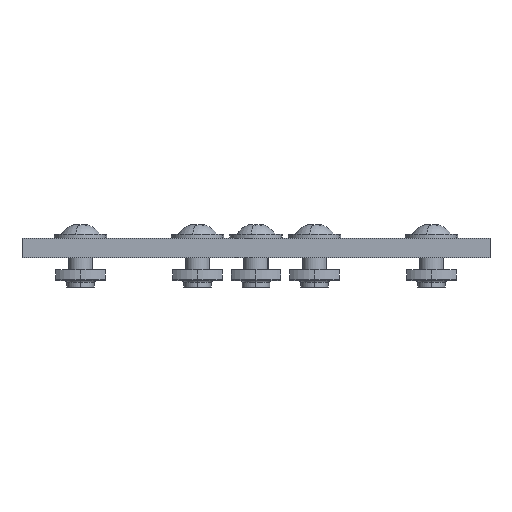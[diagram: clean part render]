
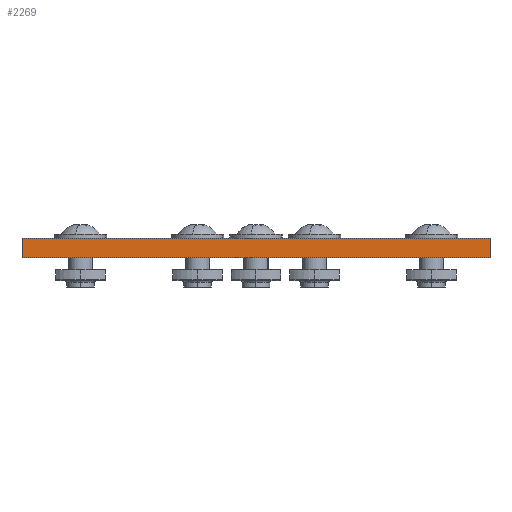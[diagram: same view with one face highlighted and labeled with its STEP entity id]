
A CAD part, front view. The second image highlights one B-rep face of the part: STEP entity #2269.
In plain terms, the highlighted planar face has unit normal (0, -1, 0).
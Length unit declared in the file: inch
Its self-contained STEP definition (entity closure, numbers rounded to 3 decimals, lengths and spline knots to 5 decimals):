
#26 = EDGE_CURVE ( 'NONE', #2409, #423, #292, .T. ) ;
#76 = EDGE_CURVE ( 'NONE', #305, #89, #608, .T. ) ;
#89 = VERTEX_POINT ( 'NONE', #719 ) ;
#108 = EDGE_LOOP ( 'NONE', ( #2470, #2364, #2457, #2410 ) ) ;
#173 = LINE ( 'NONE', #174, #175 ) ;
#174 = CARTESIAN_POINT ( 'NONE',  ( 6., 0., 0.25 ) ) ;
#175 = VECTOR ( 'NONE', #176, 39.37008 ) ;
#176 = DIRECTION ( 'NONE',  ( 0., 0., -1. ) ) ;
#292 = LINE ( 'NONE', #293, #294 ) ;
#293 = CARTESIAN_POINT ( 'NONE',  ( 0., 0., 0. ) ) ;
#294 = VECTOR ( 'NONE', #295, 39.37008 ) ;
#295 = DIRECTION ( 'NONE',  ( 1., 0., 0. ) ) ;
#305 = VERTEX_POINT ( 'NONE', #1001 ) ;
#423 = VERTEX_POINT ( 'NONE', #1080 ) ;
#509 = EDGE_CURVE ( 'NONE', #305, #2409, #1099, .T. ) ;
#590 = CARTESIAN_POINT ( 'NONE',  ( 0., 0., 0. ) ) ;
#608 = LINE ( 'NONE', #610, #611 ) ;
#610 = CARTESIAN_POINT ( 'NONE',  ( 0., 0., 0.25 ) ) ;
#611 = VECTOR ( 'NONE', #612, 39.37008 ) ;
#612 = DIRECTION ( 'NONE',  ( 1., 0., 0. ) ) ;
#719 = CARTESIAN_POINT ( 'NONE',  ( 6., 0., 0.25 ) ) ;
#842 = FACE_OUTER_BOUND ( 'NONE', #108, .T. ) ;
#843 = PLANE ( 'NONE',  #844 ) ;
#844 = AXIS2_PLACEMENT_3D ( 'NONE', #845, #846, #847 ) ;
#845 = CARTESIAN_POINT ( 'NONE',  ( 0., 0., 0.25 ) ) ;
#846 = DIRECTION ( 'NONE',  ( 0., 1., 0. ) ) ;
#847 = DIRECTION ( 'NONE',  ( -1., 0., 0. ) ) ;
#993 = EDGE_CURVE ( 'NONE', #89, #423, #173, .T. ) ;
#1001 = CARTESIAN_POINT ( 'NONE',  ( 0., 0., 0.25 ) ) ;
#1080 = CARTESIAN_POINT ( 'NONE',  ( 6., 0., 0. ) ) ;
#1099 = LINE ( 'NONE', #1100, #1101 ) ;
#1100 = CARTESIAN_POINT ( 'NONE',  ( 0., 0., 0.25 ) ) ;
#1101 = VECTOR ( 'NONE', #1102, 39.37008 ) ;
#1102 = DIRECTION ( 'NONE',  ( 0., 0., -1. ) ) ;
#2269 = ADVANCED_FACE ( 'NONE', ( #842 ), #843, .F. ) ;
#2364 = ORIENTED_EDGE ( 'NONE', *, *, #993, .F. ) ;
#2409 = VERTEX_POINT ( 'NONE', #590 ) ;
#2410 = ORIENTED_EDGE ( 'NONE', *, *, #509, .T. ) ;
#2457 = ORIENTED_EDGE ( 'NONE', *, *, #76, .F. ) ;
#2470 = ORIENTED_EDGE ( 'NONE', *, *, #26, .T. ) ;
